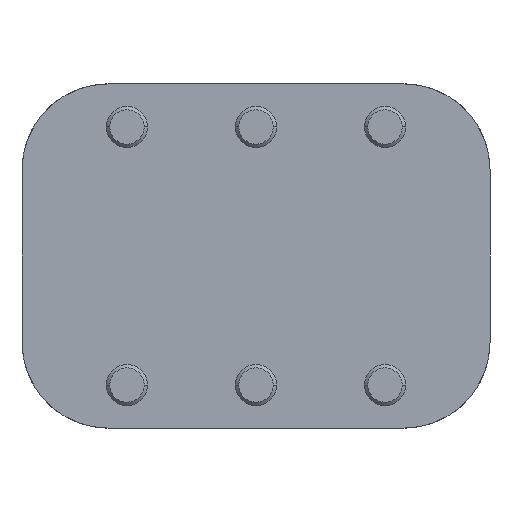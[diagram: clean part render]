
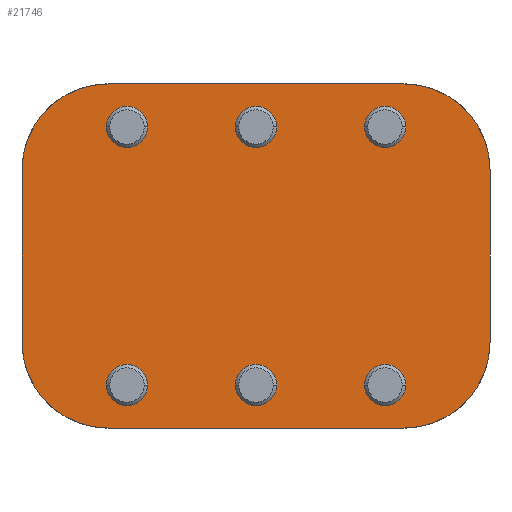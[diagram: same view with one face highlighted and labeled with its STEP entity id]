
A CAD part, front view. The second image highlights one B-rep face of the part: STEP entity #21746.
In plain terms, the highlighted planar face has unit normal (0, -1, 0).
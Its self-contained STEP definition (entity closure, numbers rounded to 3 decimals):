
#190=CARTESIAN_POINT('',(86.,-90.,-50.));
#191=DIRECTION('',(0.,1.,0.));
#192=DIRECTION('',(1.,0.,0.));
#193=AXIS2_PLACEMENT_3D('',#190,#191,#192);
#195=DIRECTION('',(1.,0.,0.));
#196=VECTOR('',#195,172.);
#197=CARTESIAN_POINT('',(-86.,-90.,-100.));
#198=LINE('',#197,#196);
#199=CARTESIAN_POINT('',(-86.,-90.,-50.));
#200=DIRECTION('',(0.,1.,0.));
#201=DIRECTION('',(0.,0.,-1.));
#202=AXIS2_PLACEMENT_3D('',#199,#200,#201);
#204=CARTESIAN_POINT('',(-86.,-90.,50.));
#205=DIRECTION('',(0.,-1.,0.));
#206=DIRECTION('',(0.,0.,1.));
#207=AXIS2_PLACEMENT_3D('',#204,#205,#206);
#209=DIRECTION('',(1.,0.,0.));
#210=VECTOR('',#209,172.);
#211=CARTESIAN_POINT('',(-86.,-90.,100.));
#212=LINE('',#211,#210);
#213=CARTESIAN_POINT('',(86.,-90.,50.));
#214=DIRECTION('',(0.,-1.,0.));
#215=DIRECTION('',(1.,0.,0.));
#216=AXIS2_PLACEMENT_3D('',#213,#214,#215);
#218=CARTESIAN_POINT('',(75.,-90.,75.));
#219=DIRECTION('',(0.,1.,0.));
#220=DIRECTION('',(-1.,0.,0.));
#221=AXIS2_PLACEMENT_3D('',#218,#219,#220);
#223=CARTESIAN_POINT('',(75.,-90.,75.));
#224=DIRECTION('',(0.,1.,0.));
#225=DIRECTION('',(1.,0.,0.));
#226=AXIS2_PLACEMENT_3D('',#223,#224,#225);
#228=CARTESIAN_POINT('',(0.,-90.,75.));
#229=DIRECTION('',(0.,1.,0.));
#230=DIRECTION('',(-1.,0.,0.));
#231=AXIS2_PLACEMENT_3D('',#228,#229,#230);
#233=CARTESIAN_POINT('',(0.,-90.,75.));
#234=DIRECTION('',(0.,1.,0.));
#235=DIRECTION('',(1.,0.,0.));
#236=AXIS2_PLACEMENT_3D('',#233,#234,#235);
#238=CARTESIAN_POINT('',(-75.,-90.,75.));
#239=DIRECTION('',(0.,1.,0.));
#240=DIRECTION('',(-1.,0.,0.));
#241=AXIS2_PLACEMENT_3D('',#238,#239,#240);
#243=CARTESIAN_POINT('',(-75.,-90.,75.));
#244=DIRECTION('',(0.,1.,0.));
#245=DIRECTION('',(1.,0.,0.));
#246=AXIS2_PLACEMENT_3D('',#243,#244,#245);
#248=CARTESIAN_POINT('',(-75.,-90.,-75.));
#249=DIRECTION('',(0.,1.,0.));
#250=DIRECTION('',(-1.,0.,0.));
#251=AXIS2_PLACEMENT_3D('',#248,#249,#250);
#253=CARTESIAN_POINT('',(-75.,-90.,-75.));
#254=DIRECTION('',(0.,1.,0.));
#255=DIRECTION('',(1.,0.,0.));
#256=AXIS2_PLACEMENT_3D('',#253,#254,#255);
#258=CARTESIAN_POINT('',(0.,-90.,-75.));
#259=DIRECTION('',(0.,1.,0.));
#260=DIRECTION('',(-1.,0.,0.));
#261=AXIS2_PLACEMENT_3D('',#258,#259,#260);
#263=CARTESIAN_POINT('',(0.,-90.,-75.));
#264=DIRECTION('',(0.,1.,0.));
#265=DIRECTION('',(1.,0.,0.));
#266=AXIS2_PLACEMENT_3D('',#263,#264,#265);
#268=CARTESIAN_POINT('',(75.,-90.,-75.));
#269=DIRECTION('',(0.,1.,0.));
#270=DIRECTION('',(-1.,0.,0.));
#271=AXIS2_PLACEMENT_3D('',#268,#269,#270);
#273=CARTESIAN_POINT('',(75.,-90.,-75.));
#274=DIRECTION('',(0.,1.,0.));
#275=DIRECTION('',(1.,0.,0.));
#276=AXIS2_PLACEMENT_3D('',#273,#274,#275);
#290=DIRECTION('',(0.,0.,1.));
#291=VECTOR('',#290,100.);
#292=CARTESIAN_POINT('',(136.,-90.,-50.));
#293=LINE('',#292,#291);
#2390=DIRECTION('',(0.,0.,-1.));
#2391=VECTOR('',#2390,100.);
#2392=CARTESIAN_POINT('',(-136.,-90.,50.));
#2393=LINE('',#2392,#2391);
#17183=CARTESIAN_POINT('',(63.,-90.,75.));
#17184=CARTESIAN_POINT('',(87.,-90.,75.));
#17185=VERTEX_POINT('',#17183);
#17186=VERTEX_POINT('',#17184);
#17187=CARTESIAN_POINT('',(-12.,-90.,75.));
#17188=CARTESIAN_POINT('',(12.,-90.,75.));
#17189=VERTEX_POINT('',#17187);
#17190=VERTEX_POINT('',#17188);
#17191=CARTESIAN_POINT('',(-87.,-90.,75.));
#17192=CARTESIAN_POINT('',(-63.,-90.,75.));
#17193=VERTEX_POINT('',#17191);
#17194=VERTEX_POINT('',#17192);
#17195=CARTESIAN_POINT('',(-87.,-90.,-75.));
#17196=CARTESIAN_POINT('',(-63.,-90.,-75.));
#17197=VERTEX_POINT('',#17195);
#17198=VERTEX_POINT('',#17196);
#17199=CARTESIAN_POINT('',(-12.,-90.,-75.));
#17200=CARTESIAN_POINT('',(12.,-90.,-75.));
#17201=VERTEX_POINT('',#17199);
#17202=VERTEX_POINT('',#17200);
#17203=CARTESIAN_POINT('',(63.,-90.,-75.));
#17204=CARTESIAN_POINT('',(87.,-90.,-75.));
#17205=VERTEX_POINT('',#17203);
#17206=VERTEX_POINT('',#17204);
#20801=CARTESIAN_POINT('',(136.,-90.,50.));
#20803=VERTEX_POINT('',#20801);
#20805=CARTESIAN_POINT('',(86.,-90.,100.));
#20806=VERTEX_POINT('',#20805);
#20835=CARTESIAN_POINT('',(136.,-90.,-50.));
#20837=VERTEX_POINT('',#20835);
#20839=CARTESIAN_POINT('',(86.,-90.,-100.));
#20840=VERTEX_POINT('',#20839);
#21044=CARTESIAN_POINT('',(-86.,-90.,100.));
#21045=VERTEX_POINT('',#21044);
#21101=CARTESIAN_POINT('',(-86.,-90.,-100.));
#21102=VERTEX_POINT('',#21101);
#21158=CARTESIAN_POINT('',(-136.,-90.,50.));
#21159=VERTEX_POINT('',#21158);
#21162=CARTESIAN_POINT('',(-136.,-90.,-50.));
#21163=VERTEX_POINT('',#21162);
#21689=CARTESIAN_POINT('',(0.,-90.,0.));
#21690=DIRECTION('',(0.,-1.,0.));
#21691=DIRECTION('',(1.,0.,0.));
#21692=AXIS2_PLACEMENT_3D('',#21689,#21690,#21691);
#21693=PLANE('',#21692);
#21695=ORIENTED_EDGE('',*,*,#21694,.F.);
#21697=ORIENTED_EDGE('',*,*,#21696,.T.);
#21699=ORIENTED_EDGE('',*,*,#21698,.F.);
#21701=ORIENTED_EDGE('',*,*,#21700,.T.);
#21703=ORIENTED_EDGE('',*,*,#21702,.F.);
#21704=ORIENTED_EDGE('',*,*,#21678,.F.);
#21705=ORIENTED_EDGE('',*,*,#21503,.T.);
#21707=ORIENTED_EDGE('',*,*,#21706,.F.);
#21708=EDGE_LOOP('',(#21695,#21697,#21699,#21701,#21703,#21704,#21705,#21707));
#21709=FACE_OUTER_BOUND('',#21708,.F.);
#21711=ORIENTED_EDGE('',*,*,#21710,.F.);
#21713=ORIENTED_EDGE('',*,*,#21712,.F.);
#21714=EDGE_LOOP('',(#21711,#21713));
#21715=FACE_BOUND('',#21714,.F.);
#21717=ORIENTED_EDGE('',*,*,#21716,.F.);
#21719=ORIENTED_EDGE('',*,*,#21718,.F.);
#21720=EDGE_LOOP('',(#21717,#21719));
#21721=FACE_BOUND('',#21720,.F.);
#21723=ORIENTED_EDGE('',*,*,#21722,.F.);
#21725=ORIENTED_EDGE('',*,*,#21724,.F.);
#21726=EDGE_LOOP('',(#21723,#21725));
#21727=FACE_BOUND('',#21726,.F.);
#21729=ORIENTED_EDGE('',*,*,#21728,.F.);
#21731=ORIENTED_EDGE('',*,*,#21730,.F.);
#21732=EDGE_LOOP('',(#21729,#21731));
#21733=FACE_BOUND('',#21732,.F.);
#21735=ORIENTED_EDGE('',*,*,#21734,.F.);
#21737=ORIENTED_EDGE('',*,*,#21736,.F.);
#21738=EDGE_LOOP('',(#21735,#21737));
#21739=FACE_BOUND('',#21738,.F.);
#21741=ORIENTED_EDGE('',*,*,#21740,.F.);
#21743=ORIENTED_EDGE('',*,*,#21742,.F.);
#21744=EDGE_LOOP('',(#21741,#21743));
#21745=FACE_BOUND('',#21744,.F.);
#21746=ADVANCED_FACE('',(#21709,#21715,#21721,#21727,#21733,#21739,#21745),
#21693,.T.);
#194=CIRCLE('',#193,50.);
#203=CIRCLE('',#202,50.);
#208=CIRCLE('',#207,50.);
#217=CIRCLE('',#216,50.);
#222=CIRCLE('',#221,12.);
#227=CIRCLE('',#226,12.);
#232=CIRCLE('',#231,12.);
#237=CIRCLE('',#236,12.);
#242=CIRCLE('',#241,12.);
#247=CIRCLE('',#246,12.);
#252=CIRCLE('',#251,12.);
#257=CIRCLE('',#256,12.);
#262=CIRCLE('',#261,12.);
#267=CIRCLE('',#266,12.);
#272=CIRCLE('',#271,12.);
#277=CIRCLE('',#276,12.);
#21503=EDGE_CURVE('',#21045,#20806,#212,.T.);
#21678=EDGE_CURVE('',#21045,#21159,#208,.T.);
#21694=EDGE_CURVE('',#20837,#20803,#293,.T.);
#21696=EDGE_CURVE('',#20837,#20840,#194,.T.);
#21698=EDGE_CURVE('',#21102,#20840,#198,.T.);
#21700=EDGE_CURVE('',#21102,#21163,#203,.T.);
#21702=EDGE_CURVE('',#21159,#21163,#2393,.T.);
#21706=EDGE_CURVE('',#20803,#20806,#217,.T.);
#21710=EDGE_CURVE('',#17185,#17186,#222,.T.);
#21712=EDGE_CURVE('',#17186,#17185,#227,.T.);
#21716=EDGE_CURVE('',#17189,#17190,#232,.T.);
#21718=EDGE_CURVE('',#17190,#17189,#237,.T.);
#21722=EDGE_CURVE('',#17193,#17194,#242,.T.);
#21724=EDGE_CURVE('',#17194,#17193,#247,.T.);
#21728=EDGE_CURVE('',#17197,#17198,#252,.T.);
#21730=EDGE_CURVE('',#17198,#17197,#257,.T.);
#21734=EDGE_CURVE('',#17201,#17202,#262,.T.);
#21736=EDGE_CURVE('',#17202,#17201,#267,.T.);
#21740=EDGE_CURVE('',#17205,#17206,#272,.T.);
#21742=EDGE_CURVE('',#17206,#17205,#277,.T.);
